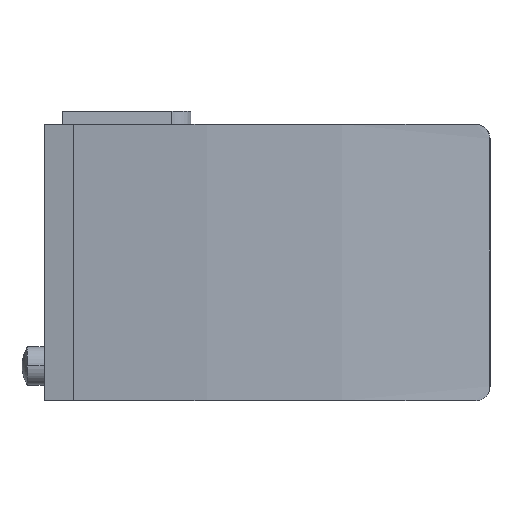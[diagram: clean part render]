
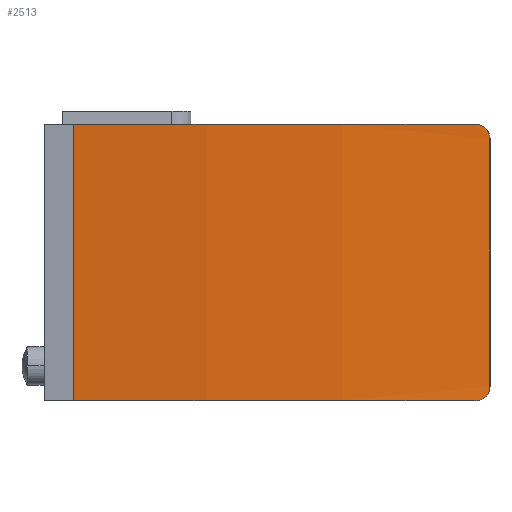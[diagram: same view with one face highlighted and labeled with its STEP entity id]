
A CAD part, left-side view. The second image highlights one B-rep face of the part: STEP entity #2513.
In plain terms, the highlighted cylindrical face has radius 300 mm (diameter 600 mm), a partial arc.
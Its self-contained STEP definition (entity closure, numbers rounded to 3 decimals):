
#2513=ADVANCED_FACE('',(#4824),#4825,.T.);
#2529=VERTEX_POINT('',#4848);
#2531=VERTEX_POINT('',#4850);
#2533=EDGE_CURVE('',#2529,#2531,#4852,.T.);
#2535=VERTEX_POINT('',#4854);
#2537=EDGE_CURVE('',#2535,#2529,#4856,.T.);
#2539=VERTEX_POINT('',#4858);
#2541=EDGE_CURVE('',#2539,#2535,#4860,.T.);
#2543=VERTEX_POINT('',#4862);
#2545=EDGE_CURVE('',#2543,#2539,#4864,.T.);
#2547=VERTEX_POINT('',#4866);
#2549=EDGE_CURVE('',#2547,#2543,#4868,.T.);
#2551=EDGE_CURVE('',#2531,#2547,#4870,.T.);
#4824=FACE_OUTER_BOUND('',#7757,.T.);
#4825=CYLINDRICAL_SURFACE('',#7758,300.0);
#4848=CARTESIAN_POINT('',(-4.808,-25.6,28.6));
#4850=CARTESIAN_POINT('',(-4.388,-28.6,25.6));
#4852=B_SPLINE_CURVE_WITH_KNOTS('',3,(#7786,#7787,#7788,#7789,#7790,#7791,#7792,#7793,#7794,#7795,#7796,#7797,#7798,#7799,#7800,#7801,#7802,#7803),.UNSPECIFIED.,.F.,.F.,(4,2,2,2,2,2,2,2,4),(4.539,5.11,5.681,6.252,6.822,7.387,7.952,8.517,9.082),.UNSPECIFIED.);
#4854=CARTESIAN_POINT('',(-4.388,57.6,28.6));
#4856=CIRCLE('',#7808,300.0);
#4858=CARTESIAN_POINT('',(-4.388,57.6,-28.6));
#4860=LINE('',#7813,#7814);
#4862=CARTESIAN_POINT('',(-4.808,-25.6,-28.6));
#4864=CIRCLE('',#7819,300.0);
#4866=CARTESIAN_POINT('',(-4.388,-28.6,-25.6));
#4868=B_SPLINE_CURVE_WITH_KNOTS('',3,(#7824,#7825,#7826,#7827,#7828,#7829,#7830,#7831,#7832,#7833,#7834,#7835,#7836,#7837,#7838,#7839,#7840,#7841),.UNSPECIFIED.,.F.,.F.,(4,2,2,2,2,2,2,2,4),(9.082,9.648,10.214,10.78,11.346,11.916,12.485,13.054,13.624),.UNSPECIFIED.);
#4870=LINE('',#7844,#7845);
#7757=EDGE_LOOP('',(#10771,#10772,#10773,#10774,#10775,#10776));
#7758=AXIS2_PLACEMENT_3D('',#10777,#10778,#10779);
#7786=CARTESIAN_POINT('',(-4.808,-25.6,28.6));
#7787=CARTESIAN_POINT('',(-4.782,-25.789,28.6));
#7788=CARTESIAN_POINT('',(-4.756,-25.984,28.582));
#7789=CARTESIAN_POINT('',(-4.703,-26.372,28.506));
#7790=CARTESIAN_POINT('',(-4.676,-26.565,28.448));
#7791=CARTESIAN_POINT('',(-4.625,-26.935,28.294));
#7792=CARTESIAN_POINT('',(-4.6,-27.112,28.198));
#7793=CARTESIAN_POINT('',(-4.554,-27.441,27.977));
#7794=CARTESIAN_POINT('',(-4.532,-27.592,27.851));
#7795=CARTESIAN_POINT('',(-4.495,-27.858,27.585));
#7796=CARTESIAN_POINT('',(-4.477,-27.982,27.435));
#7797=CARTESIAN_POINT('',(-4.446,-28.201,27.108));
#7798=CARTESIAN_POINT('',(-4.432,-28.296,26.931));
#7799=CARTESIAN_POINT('',(-4.41,-28.448,26.562));
#7800=CARTESIAN_POINT('',(-4.401,-28.506,26.37));
#7801=CARTESIAN_POINT('',(-4.39,-28.582,25.983));
#7802=CARTESIAN_POINT('',(-4.388,-28.6,25.788));
#7803=CARTESIAN_POINT('',(-4.388,-28.6,25.6));
#7808=AXIS2_PLACEMENT_3D('',#10838,#10839,#10840);
#7813=CARTESIAN_POINT('',(-4.388,57.6,0.0));
#7814=VECTOR('',#10841,1.0);
#7819=AXIS2_PLACEMENT_3D('',#10842,#10843,#10844);
#7824=CARTESIAN_POINT('',(-4.388,-28.6,-25.6));
#7825=CARTESIAN_POINT('',(-4.388,-28.6,-25.789));
#7826=CARTESIAN_POINT('',(-4.39,-28.582,-25.984));
#7827=CARTESIAN_POINT('',(-4.402,-28.506,-26.372));
#7828=CARTESIAN_POINT('',(-4.41,-28.448,-26.565));
#7829=CARTESIAN_POINT('',(-4.432,-28.294,-26.934));
#7830=CARTESIAN_POINT('',(-4.446,-28.199,-27.111));
#7831=CARTESIAN_POINT('',(-4.477,-27.979,-27.438));
#7832=CARTESIAN_POINT('',(-4.495,-27.854,-27.589));
#7833=CARTESIAN_POINT('',(-4.533,-27.588,-27.855));
#7834=CARTESIAN_POINT('',(-4.554,-27.437,-27.98));
#7835=CARTESIAN_POINT('',(-4.601,-27.109,-28.2));
#7836=CARTESIAN_POINT('',(-4.625,-26.932,-28.296));
#7837=CARTESIAN_POINT('',(-4.677,-26.562,-28.449));
#7838=CARTESIAN_POINT('',(-4.703,-26.37,-28.506));
#7839=CARTESIAN_POINT('',(-4.756,-25.983,-28.582));
#7840=CARTESIAN_POINT('',(-4.783,-25.788,-28.6));
#7841=CARTESIAN_POINT('',(-4.808,-25.6,-28.6));
#7844=CARTESIAN_POINT('',(-4.388,-28.6,0.0));
#7845=VECTOR('',#10845,1.0);
#10771=ORIENTED_EDGE('',*,*,#2533,.F.);
#10772=ORIENTED_EDGE('',*,*,#2537,.F.);
#10773=ORIENTED_EDGE('',*,*,#2541,.F.);
#10774=ORIENTED_EDGE('',*,*,#2545,.F.);
#10775=ORIENTED_EDGE('',*,*,#2549,.F.);
#10776=ORIENTED_EDGE('',*,*,#2551,.F.);
#10777=CARTESIAN_POINT('',(292.5,14.5,28.6));
#10778=DIRECTION('',(0.0,-0.0,-1.0));
#10779=DIRECTION('',(-0.99,-0.144,0.0));
#10838=CARTESIAN_POINT('',(292.5,14.5,28.6));
#10839=DIRECTION('',(0.0,0.0,1.0));
#10840=DIRECTION('',(-0.99,-0.144,0.0));
#10841=DIRECTION('',(0.0,0.0,1.0));
#10842=CARTESIAN_POINT('',(292.5,14.5,-28.6));
#10843=DIRECTION('',(-0.0,0.0,-1.0));
#10844=DIRECTION('',(-0.99,-0.144,0.0));
#10845=DIRECTION('',(0.0,0.0,-1.0));
